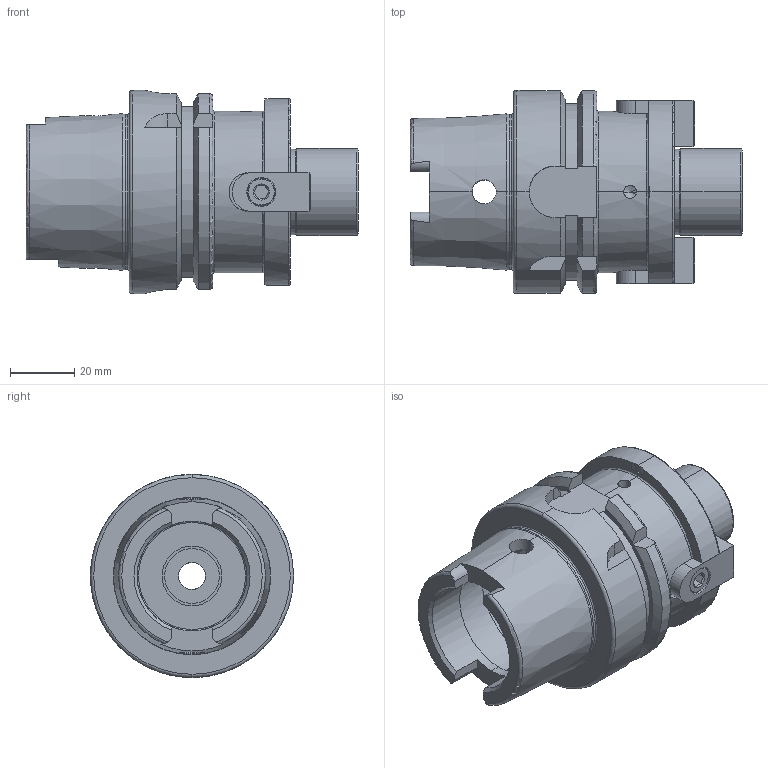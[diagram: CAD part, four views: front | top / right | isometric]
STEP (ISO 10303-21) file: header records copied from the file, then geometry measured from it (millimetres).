
FILE_DESCRIPTION (( 'STEP AP203' ), '1' );
FILE_NAME ('S.A63.0327.50.STEP', '2018-07-13T22:01:12', ( '' ), ( '' ), 'SwSTEP 2.0', 'SolidWorks 2013', '' );
FILE_SCHEMA (( 'CONFIG_CONTROL_DESIGN' ));
Length unit declared in the file: millimetre
Products named in the file (1): S.A63.0327.50
Bounding box: 103 x 63 x 63 mm (x, y, z)
Volume: 144598.4 mm3; surface area: 36771.1 mm2
Topology: 5 solids, 5 shells, 236 faces, 592 edges, 368 vertices
Faces by surface type: cylinder 87, plane 86, cone 40, torus 23
Entity records: 7998 total; most frequent: CARTESIAN_POINT 2288, DIRECTION 1187, ORIENTED_EDGE 1172, EDGE_CURVE 586, AXIS2_PLACEMENT_3D 457, VERTEX_POINT 368, VECTOR 273, LINE 273
